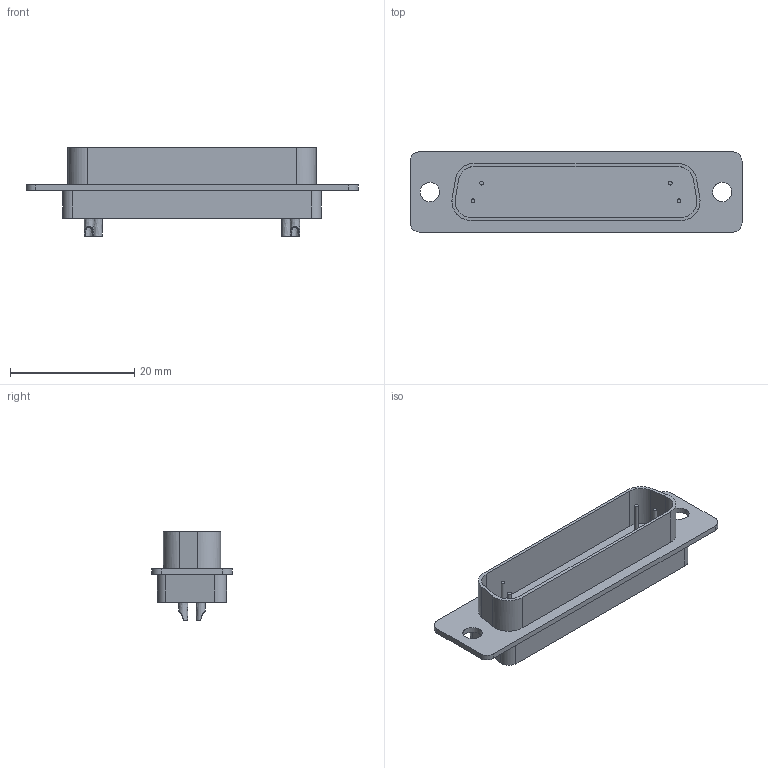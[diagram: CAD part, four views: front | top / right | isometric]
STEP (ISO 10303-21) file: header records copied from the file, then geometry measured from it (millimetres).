
FILE_DESCRIPTION((''),'2;1');
FILE_NAME('0964_Dsub-F_male_solder_bucket_25-pins.stp', '2005-09-12T18:08:26',('User'),('SDRC'),'I-DEAS Master Series 9','UNIX', 'Yes');
FILE_SCHEMA(('AUTOMOTIVE_DESIGN { 1 0 10303 214 1 1 1 1 }'));
Length unit declared in the file: millimetre
Products named in the file (1): 09 64 321 72x0
Bounding box: 53.4 x 12.9 x 14.3 mm (x, y, z)
Volume: 2610.4 mm3; surface area: 3218 mm2
Topology: 1 solids, 1 shells, 67 faces, 154 edges, 100 vertices
Faces by surface type: bspline 67
Entity records: 2159 total; most frequent: CARTESIAN_POINT 1117, ORIENTED_EDGE 308, EDGE_CURVE 154, VERTEX_POINT 100, EDGE_LOOP 82, OVER_RIDING_STYLED_ITEM 72, FACE_OUTER_BOUND 67, ADVANCED_FACE 67
